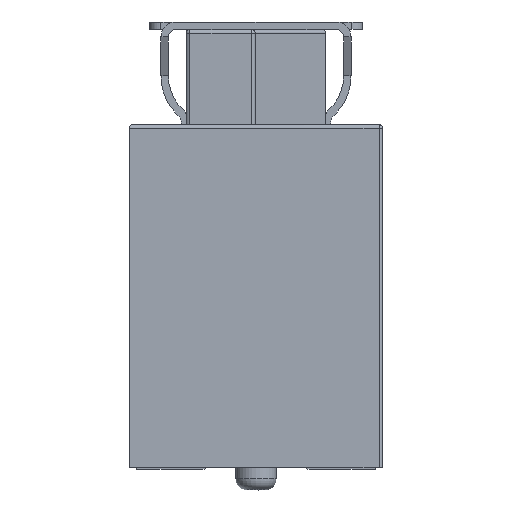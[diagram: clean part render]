
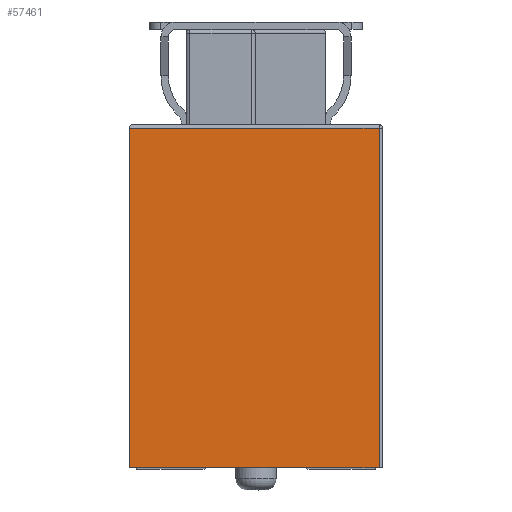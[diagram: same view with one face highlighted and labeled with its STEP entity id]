
A CAD part, left-side view. The second image highlights one B-rep face of the part: STEP entity #57461.
In plain terms, the highlighted planar face has unit normal (-1, 0, 0).
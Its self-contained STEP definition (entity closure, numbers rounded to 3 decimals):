
#8483=ORIENTED_EDGE('',*,*,#24776,.T.);
#8484=ORIENTED_EDGE('',*,*,#24777,.T.);
#8485=ORIENTED_EDGE('',*,*,#24778,.T.);
#8486=ORIENTED_EDGE('',*,*,#20490,.F.);
#20490=EDGE_CURVE('',#29055,#29056,#34620,.T.);
#24776=EDGE_CURVE('',#29055,#32592,#38412,.F.);
#24777=EDGE_CURVE('',#32592,#32593,#38413,.F.);
#24778=EDGE_CURVE('',#32593,#29056,#38414,.T.);
#29055=VERTEX_POINT('',#81571);
#29056=VERTEX_POINT('',#81573);
#32592=VERTEX_POINT('',#89981);
#32593=VERTEX_POINT('',#89983);
#34620=LINE('',#81572,#42016);
#38412=LINE('',#89980,#45808);
#38413=LINE('',#89982,#45809);
#38414=LINE('',#89984,#45810);
#42016=VECTOR('',#65325,1000.);
#45808=VECTOR('',#71277,1000.);
#45809=VECTOR('',#71278,1000.);
#45810=VECTOR('',#71279,1000.);
#49534=EDGE_LOOP('',(#8483,#8484,#8485,#8486));
#52377=FACE_BOUND('',#49534,.T.);
#55154=PLANE('',#61154);
#57461=ADVANCED_FACE('',(#52377),#55154,.F.);
#61154=AXIS2_PLACEMENT_3D('',#89979,#71275,#71276);
#65325=DIRECTION('',(0.,1.,0.));
#71275=DIRECTION('',(1.,0.,0.));
#71276=DIRECTION('',(0.,0.,-1.));
#71277=DIRECTION('',(0.,0.,-1.));
#71278=DIRECTION('',(0.,-1.,0.));
#71279=DIRECTION('',(0.,0.,-1.));
#81571=CARTESIAN_POINT('',(-18.9,-3.3,0.));
#81572=CARTESIAN_POINT('',(-18.9,3.4,0.));
#81573=CARTESIAN_POINT('',(-18.9,3.4,0.));
#89979=CARTESIAN_POINT('',(-18.9,3.4,39.365));
#89980=CARTESIAN_POINT('',(-18.9,-3.3,39.365));
#89981=CARTESIAN_POINT('',(-18.9,-3.3,9.1));
#89982=CARTESIAN_POINT('',(-18.9,3.4,9.1));
#89983=CARTESIAN_POINT('',(-18.9,3.4,9.1));
#89984=CARTESIAN_POINT('',(-18.9,3.4,39.365));
